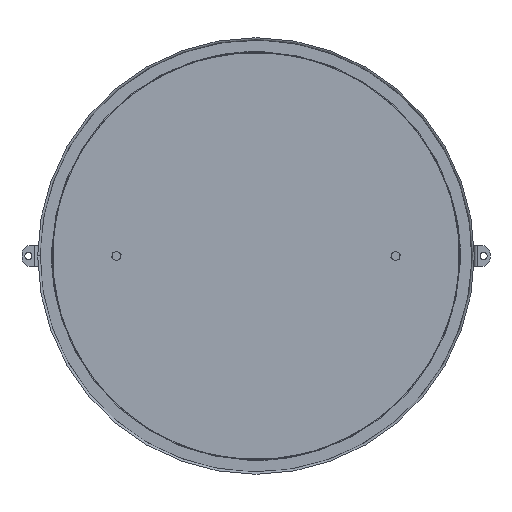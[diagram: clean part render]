
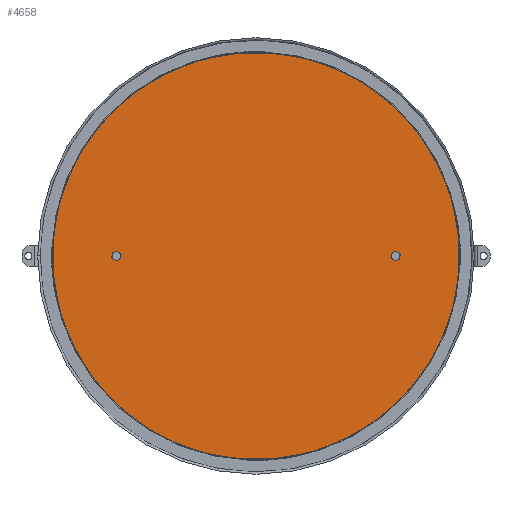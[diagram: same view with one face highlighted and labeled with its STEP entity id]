
A CAD part, front view. The second image highlights one B-rep face of the part: STEP entity #4658.
In plain terms, the highlighted face is planar.
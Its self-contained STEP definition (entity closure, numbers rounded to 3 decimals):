
#405=PLANE('',#5251);
#618=FACE_OUTER_BOUND('',#990,.T.);
#990=EDGE_LOOP('',(#3452));
#1852=CIRCLE('',#5249,190.);
#2200=VERTEX_POINT('',#7756);
#2648=EDGE_CURVE('',#2200,#2200,#1852,.T.);
#3452=ORIENTED_EDGE('',*,*,#2648,.T.);
#4658=ADVANCED_FACE('',(#618),#405,.T.);
#5249=AXIS2_PLACEMENT_3D('',#7757,#6225,#6226);
#5251=AXIS2_PLACEMENT_3D('',#7759,#6229,#6230);
#6225=DIRECTION('center_axis',(0.,0.,-1.));
#6226=DIRECTION('ref_axis',(-1.,0.,0.));
#6229=DIRECTION('center_axis',(0.,0.,-1.));
#6230=DIRECTION('ref_axis',(-1.,0.,0.));
#7756=CARTESIAN_POINT('',(190.,0.,0.));
#7757=CARTESIAN_POINT('Origin',(0.,0.,0.));
#7759=CARTESIAN_POINT('Origin',(0.,0.,0.));
